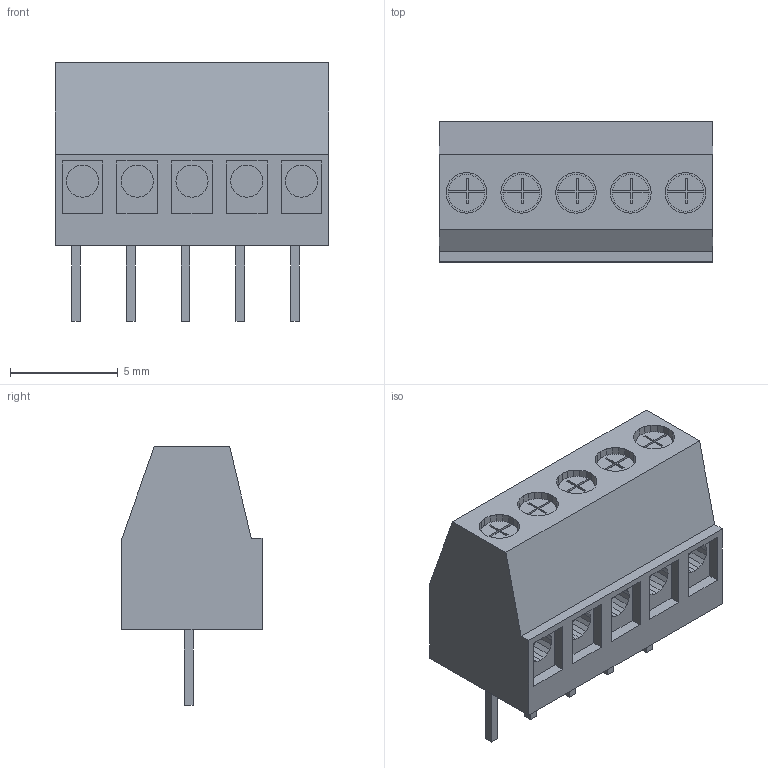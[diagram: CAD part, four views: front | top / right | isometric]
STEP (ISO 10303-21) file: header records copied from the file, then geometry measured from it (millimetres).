
FILE_DESCRIPTION(('FreeCAD Model'),'2;1');
FILE_NAME('TerminalBlock_1x05-P2_54mm_Horizontal.step', '2020-11-27T13:42:29',('kicad StepUp'),('ksu MCAD'), 'Open CASCADE STEP processor 7.4','FreeCAD','Unknown');
FILE_SCHEMA(('AUTOMOTIVE_DESIGN { 1 0 10303 214 1 1 1 1 }'));
Length unit declared in the file: millimetre
Products named in the file (1): TerminalBlock_1x05-P2_54mm_Horizontal
Bounding box: 12.7 x 6.5 x 12 mm (x, y, z)
Volume: 569.9 mm3; surface area: 663.9 mm2
Topology: 11 solids, 21 shells, 769 faces, 2121 edges, 1414 vertices
Faces by surface type: plane 769
Entity records: 29312 total; most frequent: CARTESIAN_POINT 4305, ORIENTED_EDGE 4242, DIRECTION 3661, EDGE_CURVE 2121, LINE 2121, VECTOR 2121, VERTEX_POINT 1414, FACE_BOUND 789
